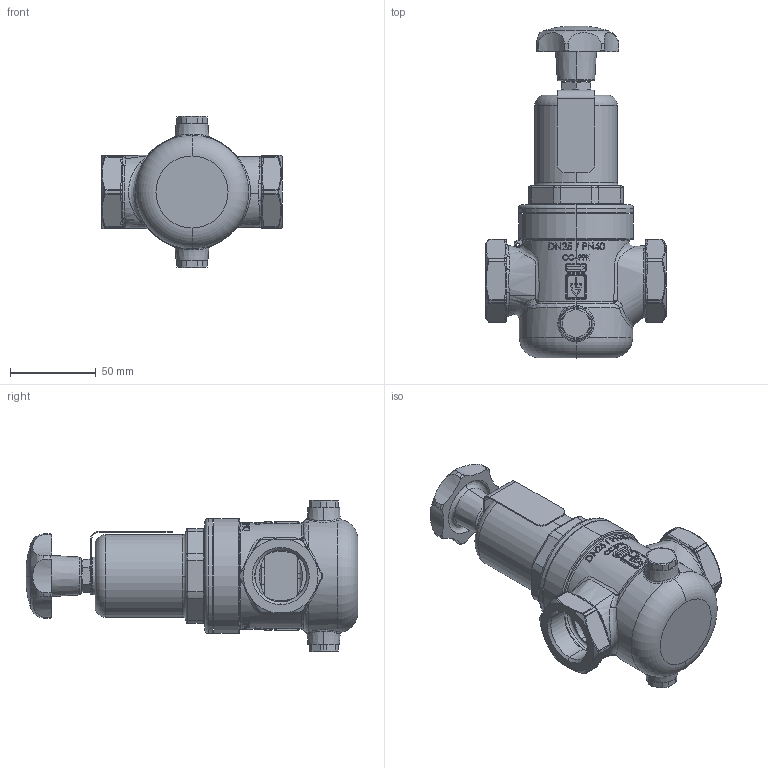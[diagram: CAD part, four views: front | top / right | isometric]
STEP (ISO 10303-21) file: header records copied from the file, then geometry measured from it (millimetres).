
FILE_DESCRIPTION (( 'STEP AP214' ), '1' );
FILE_NAME ('630mGFO_25_FF_2525 S15.STEP', '2022-11-22T12:50:07', ( '' ), ( '' ), 'SwSTEP 2.0', 'SolidWorks 2022', '' );
FILE_SCHEMA (( 'AUTOMOTIVE_DESIGN' ));
Length unit declared in the file: millimetre
Products named in the file (1): 630mGFO_25_FF_2525 S15
Bounding box: 105 x 193.43 x 88 mm (x, y, z)
Volume: 197679.8 mm3; surface area: 98322.3 mm2
Topology: 10 solids, 10 shells, 1389 faces, 3498 edges, 2164 vertices
Faces by surface type: plane 425, cylinder 361, bspline 358, torus 133, cone 84, sphere 28
Entity records: 67056 total; most frequent: CARTESIAN_POINT 35884, ORIENTED_EDGE 6936, DIRECTION 5697, EDGE_CURVE 3468, AXIS2_PLACEMENT_3D 2221, VERTEX_POINT 2162, EDGE_LOOP 1474, ADVANCED_FACE 1389
